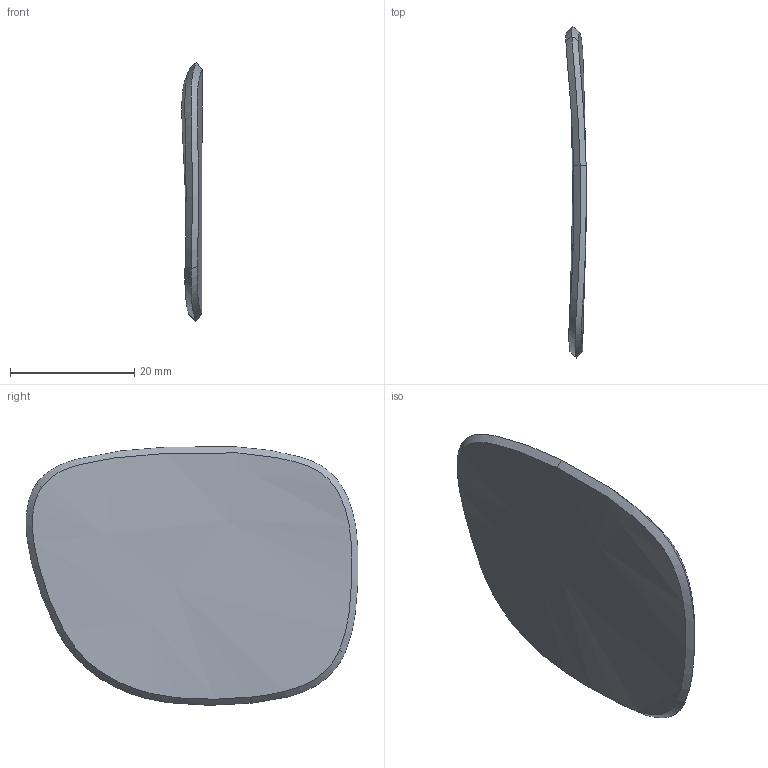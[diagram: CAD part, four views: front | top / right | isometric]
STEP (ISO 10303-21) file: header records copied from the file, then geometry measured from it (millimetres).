
FILE_DESCRIPTION(('CATIA V5 STEP Exchange'),'2;1');
FILE_NAME('Lens.stp','2022-04-06T18:13:48+00:00',('none'),('none'),'CATIA Version 5 Release 20 GA (IN-10)','CATIA V5 STEP AP203','none');
FILE_SCHEMA(('CONFIG_CONTROL_DESIGN'));
Length unit declared in the file: millimetre
Products named in the file (1): Lens
Bounding box: 3.27 x 53.44 x 41.65 mm (x, y, z)
Volume: 3638.4 mm3; surface area: 3922.9 mm2
Topology: 1 solids, 1 shells, 10 faces, 20 edges, 12 vertices
Faces by surface type: bspline 10
Entity records: 1342 total; most frequent: CARTESIAN_POINT 1161, ORIENTED_EDGE 40, B_SPLINE_CURVE_WITH_KNOTS 20, EDGE_CURVE 20, VERTEX_POINT 12, ADVANCED_FACE 10, B_SPLINE_SURFACE_WITH_KNOTS 10, EDGE_LOOP 10
